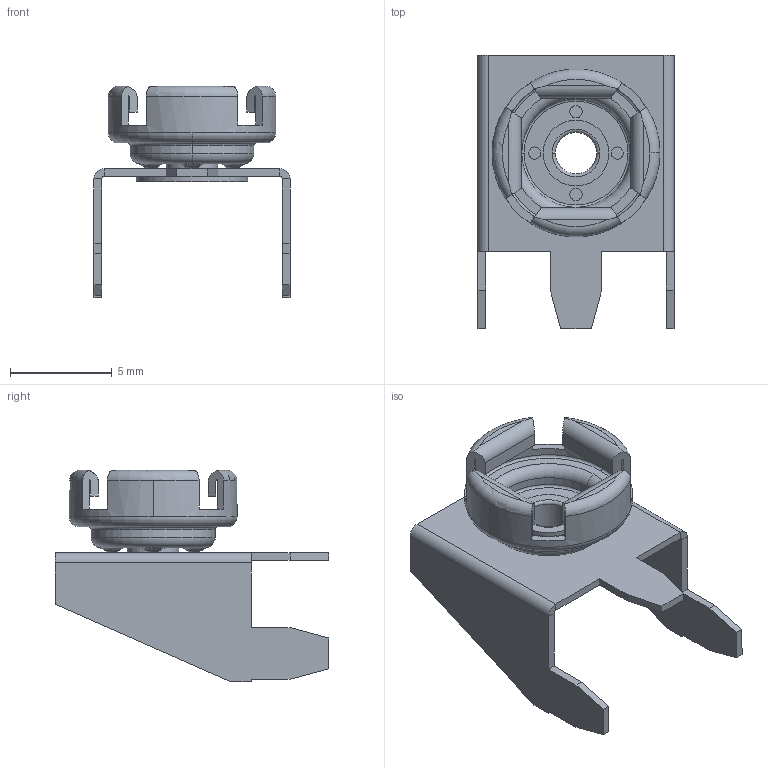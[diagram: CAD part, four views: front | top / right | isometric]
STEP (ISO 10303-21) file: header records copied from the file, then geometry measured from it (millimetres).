
FILE_DESCRIPTION (( 'STEP AP214' ), '1' );
FILE_NAME ('BSPCF.STEP', '2020-02-11T21:37:23', ( '' ), ( '' ), 'SwSTEP 2.0', 'SolidWorks 2017', '' );
FILE_SCHEMA (( 'AUTOMOTIVE_DESIGN' ));
Length unit declared in the file: millimetre
Products named in the file (1): BSPCF
Bounding box: 9.65 x 13.46 x 10.41 mm (x, y, z)
Volume: 130.7 mm3; surface area: 768.3 mm2
Topology: 3 solids, 3 shells, 171 faces, 433 edges, 276 vertices
Faces by surface type: plane 86, torus 41, cylinder 40, bspline 4
Entity records: 5440 total; most frequent: CARTESIAN_POINT 1249, DIRECTION 886, ORIENTED_EDGE 866, EDGE_CURVE 433, AXIS2_PLACEMENT_3D 345, VERTEX_POINT 276, VECTOR 196, LINE 196
